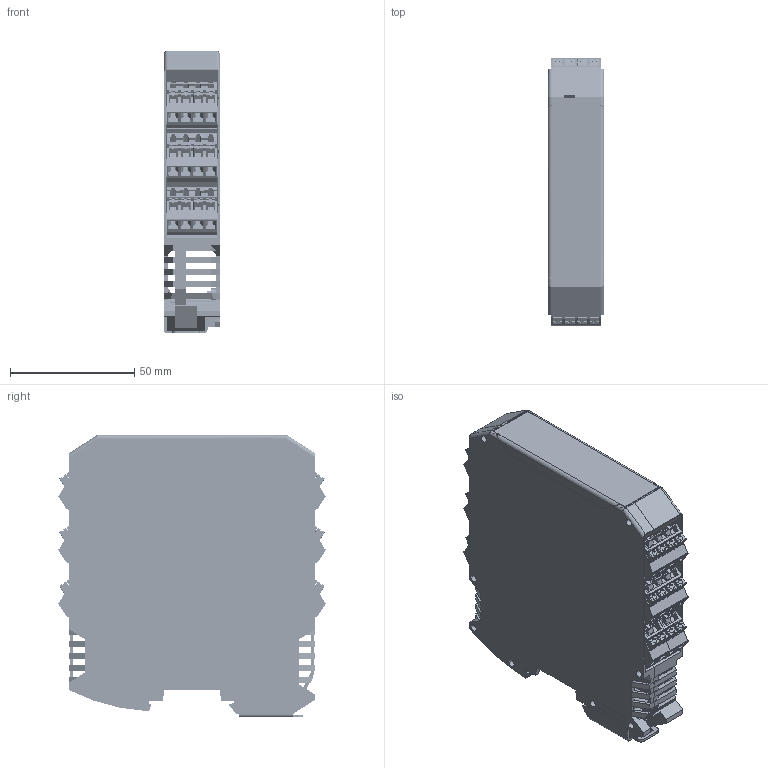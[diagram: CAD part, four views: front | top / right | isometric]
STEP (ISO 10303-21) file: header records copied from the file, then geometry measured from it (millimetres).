
FILE_DESCRIPTION(/* description */ ('Alibre Inc.'),/* implementation_level */ '2;1');
FILE_NAME(/* name */ 'export-41A0C01A-870A-4EBE-822D-AC9C817C31AA',/* time_stamp */ '2023-03-31T07:36:29+02:00',/* author */ (''),/* organization */ (''),/* preprocessor_version */ 'ST-DEVELOPER v17',/* originating_system */ 'Alibre',/* authorisation */ '');
FILE_SCHEMA (('AUTOMOTIVE_DESIGN'));
Length unit declared in the file: millimetre
Products named in the file (20): ID_1
Bounding box: 22.6 x 107.75 x 113.7 mm (x, y, z)
Volume: 77261.4 mm3; surface area: 102168.4 mm2
Topology: 37 solids, 37 shells, 10453 faces, 28551 edges, 18508 vertices
Faces by surface type: plane 8196, cylinder 1963, torus 100, cone 98, sphere 96
Full cylindrical faces by diameter (mm): 2.08 x16, 2.2 x36, 6.4 x2, 6.5 x1
Entity records: 137402 total; most frequent: CARTESIAN_POINT 25829, ORIENTED_EDGE 24446, DIRECTION 18902, EDGE_CURVE 12220, VECTOR 10336, LINE 10336, VERTEX_POINT 7997, AXIS2_PLACEMENT_3D 6044
